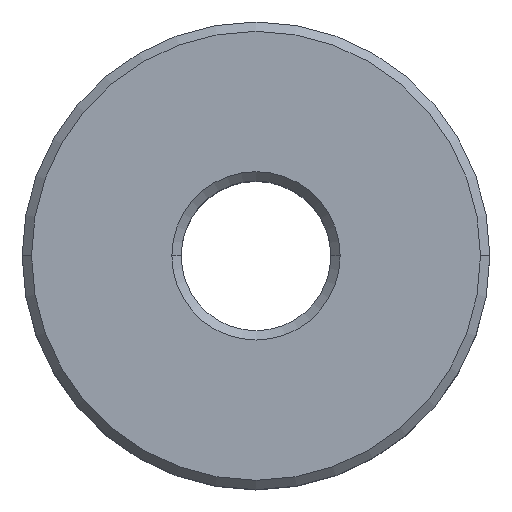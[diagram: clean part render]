
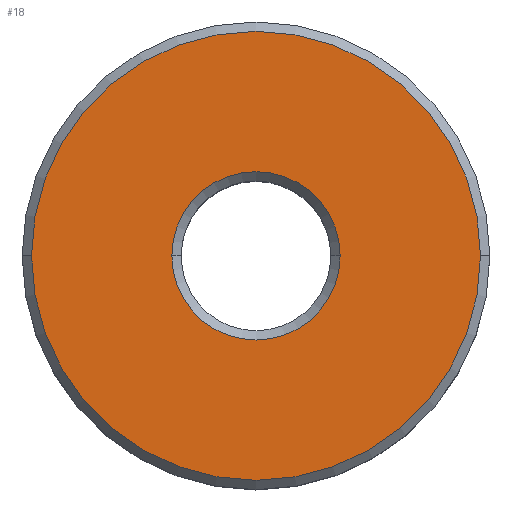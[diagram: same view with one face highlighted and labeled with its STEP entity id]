
A CAD part, top view. The second image highlights one B-rep face of the part: STEP entity #18.
In plain terms, the highlighted planar face has unit normal (0, 0, 1).
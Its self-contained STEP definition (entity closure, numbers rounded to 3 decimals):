
#18 = ADVANCED_FACE ( 'NONE', ( #253, #230 ), #367, .T. ) ;
#19 = ORIENTED_EDGE ( 'NONE', *, *, #49, .T. ) ;
#28 = EDGE_LOOP ( 'NONE', ( #19, #163 ) ) ;
#48 = VERTEX_POINT ( 'NONE', #218 ) ;
#49 = EDGE_CURVE ( 'NONE', #48, #50, #396, .T. ) ;
#50 = VERTEX_POINT ( 'NONE', #219 ) ;
#106 = ORIENTED_EDGE ( 'NONE', *, *, #182, .T. ) ;
#107 = EDGE_CURVE ( 'NONE', #177, #129, #286, .T. ) ;
#108 = EDGE_CURVE ( 'NONE', #50, #48, #279, .T. ) ;
#129 = VERTEX_POINT ( 'NONE', #338 ) ;
#161 = EDGE_LOOP ( 'NONE', ( #162, #106 ) ) ;
#162 = ORIENTED_EDGE ( 'NONE', *, *, #107, .T. ) ;
#163 = ORIENTED_EDGE ( 'NONE', *, *, #108, .T. ) ;
#177 = VERTEX_POINT ( 'NONE', #428 ) ;
#182 = EDGE_CURVE ( 'NONE', #129, #177, #500, .T. ) ;
#218 = CARTESIAN_POINT ( 'NONE',  ( 4.5, 0., 0. ) ) ;
#219 = CARTESIAN_POINT ( 'NONE',  ( -4.5, 0., 0. ) ) ;
#230 = FACE_BOUND ( 'NONE', #28, .T. ) ;
#249 = AXIS2_PLACEMENT_3D ( 'NONE', #251, #371, #370 ) ;
#251 = CARTESIAN_POINT ( 'NONE',  ( 0., 0., 0. ) ) ;
#253 = FACE_OUTER_BOUND ( 'NONE', #161, .T. ) ;
#273 = DIRECTION ( 'NONE',  ( 1., 0., 0. ) ) ;
#274 = DIRECTION ( 'NONE',  ( 0., 0., -1. ) ) ;
#279 = CIRCLE ( 'NONE', #302, 4.5 ) ;
#280 = DIRECTION ( 'NONE',  ( 1., 0., 0. ) ) ;
#281 = DIRECTION ( 'NONE',  ( 0., 0., 1. ) ) ;
#282 = CARTESIAN_POINT ( 'NONE',  ( 0., 0., 0. ) ) ;
#286 = CIRCLE ( 'NONE', #296, 12. ) ;
#289 = CARTESIAN_POINT ( 'NONE',  ( 0., 0., 0. ) ) ;
#296 = AXIS2_PLACEMENT_3D ( 'NONE', #282, #281, #280 ) ;
#302 = AXIS2_PLACEMENT_3D ( 'NONE', #289, #274, #273 ) ;
#338 = CARTESIAN_POINT ( 'NONE',  ( 12., 0., 0. ) ) ;
#367 = PLANE ( 'NONE',  #249 ) ;
#370 = DIRECTION ( 'NONE',  ( 1., 0., 0. ) ) ;
#371 = DIRECTION ( 'NONE',  ( 0., 0., 1. ) ) ;
#392 = DIRECTION ( 'NONE',  ( 1., 0., 0. ) ) ;
#393 = DIRECTION ( 'NONE',  ( 0., 0., -1. ) ) ;
#394 = CARTESIAN_POINT ( 'NONE',  ( 0., 0., 0. ) ) ;
#395 = AXIS2_PLACEMENT_3D ( 'NONE', #394, #393, #392 ) ;
#396 = CIRCLE ( 'NONE', #395, 4.5 ) ;
#428 = CARTESIAN_POINT ( 'NONE',  ( -12., 0., 0. ) ) ;
#500 = CIRCLE ( 'NONE', #502, 12. ) ;
#502 = AXIS2_PLACEMENT_3D ( 'NONE', #529, #528, #527 ) ;
#527 = DIRECTION ( 'NONE',  ( 1., 0., 0. ) ) ;
#528 = DIRECTION ( 'NONE',  ( 0., 0., 1. ) ) ;
#529 = CARTESIAN_POINT ( 'NONE',  ( 0., 0., 0. ) ) ;
